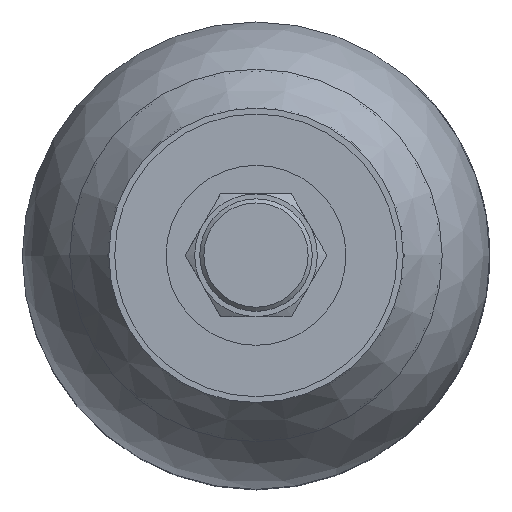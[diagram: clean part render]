
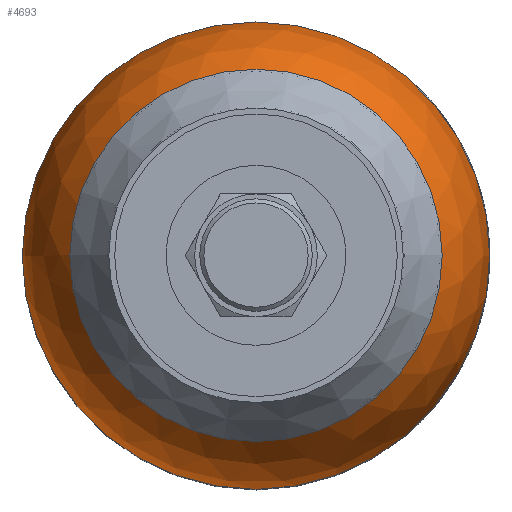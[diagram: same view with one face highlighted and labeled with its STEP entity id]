
A CAD part, top view. The second image highlights one B-rep face of the part: STEP entity #4693.
In plain terms, the highlighted spherical face has radius 57.15 mm.
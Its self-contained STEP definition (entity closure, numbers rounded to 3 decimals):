
#27=SPHERICAL_SURFACE('',#4983,57.15);
#866=ORIENTED_EDGE('',*,*,#1758,.T.);
#867=ORIENTED_EDGE('',*,*,#1759,.F.);
#1758=EDGE_CURVE('',#2192,#2192,#2455,.T.);
#1759=EDGE_CURVE('',#2193,#2193,#2456,.T.);
#2192=VERTEX_POINT('',#6834);
#2193=VERTEX_POINT('',#6836);
#2455=CIRCLE('',#4984,22.);
#2456=CIRCLE('',#4985,57.15);
#2625=EDGE_LOOP('',(#866));
#2626=EDGE_LOOP('',(#867));
#2903=FACE_BOUND('',#2625,.T.);
#2904=FACE_BOUND('',#2626,.T.);
#4693=ADVANCED_FACE('',(#2903,#2904),#27,.T.);
#4983=AXIS2_PLACEMENT_3D('',#6832,#5561,#5562);
#4984=AXIS2_PLACEMENT_3D('',#6833,#5563,#5564);
#4985=AXIS2_PLACEMENT_3D('',#6835,#5565,#5566);
#5561=DIRECTION('',(0.,0.,-1.));
#5562=DIRECTION('',(-1.,0.,0.));
#5563=DIRECTION('',(0.,0.,-1.));
#5564=DIRECTION('',(-1.,0.,0.));
#5565=DIRECTION('',(0.,0.,-1.));
#5566=DIRECTION('',(-1.,0.,0.));
#6832=CARTESIAN_POINT('',(0.,0.,34.254));
#6833=CARTESIAN_POINT('',(0.,0.,87.));
#6834=CARTESIAN_POINT('',(-22.,0.,87.));
#6835=CARTESIAN_POINT('',(0.,0.,34.254));
#6836=CARTESIAN_POINT('',(-57.15,0.,34.254));
